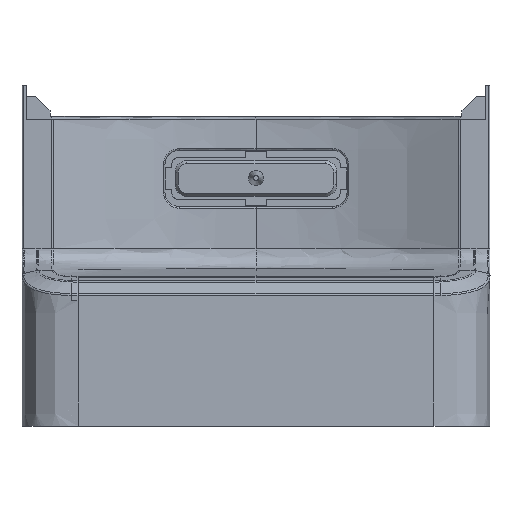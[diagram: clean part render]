
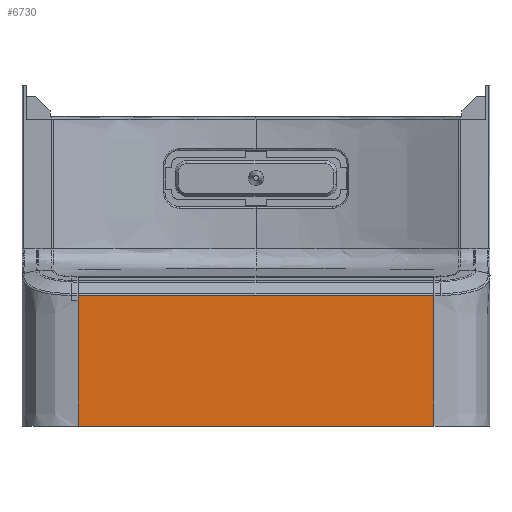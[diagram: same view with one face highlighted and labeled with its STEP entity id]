
A CAD part, top view. The second image highlights one B-rep face of the part: STEP entity #6730.
In plain terms, the highlighted planar face has unit normal (0, 0, 1).
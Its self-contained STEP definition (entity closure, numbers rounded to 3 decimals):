
#6000=FACE_OUTER_BOUND('',#8064,.T.);
#6730=ADVANCED_FACE('',(#6000),#7463,.T.);
#7463=PLANE('',#19434);
#8064=EDGE_LOOP('',(#9278,#9279,#9280,#9281,#9282,#9283));
#9278=ORIENTED_EDGE('',*,*,#14718,.T.);
#9279=ORIENTED_EDGE('',*,*,#14719,.T.);
#9280=ORIENTED_EDGE('',*,*,#14709,.T.);
#9281=ORIENTED_EDGE('',*,*,#14708,.T.);
#9282=ORIENTED_EDGE('',*,*,#14720,.T.);
#9283=ORIENTED_EDGE('',*,*,#14721,.F.);
#13285=VERTEX_POINT('',#23516);
#13286=VERTEX_POINT('',#23518);
#13287=VERTEX_POINT('',#23520);
#13295=VERTEX_POINT('',#23578);
#13296=VERTEX_POINT('',#23579);
#13297=VERTEX_POINT('',#23582);
#14708=EDGE_CURVE('',#13286,#13285,#16748,.T.);
#14709=EDGE_CURVE('',#13287,#13286,#16749,.T.);
#14718=EDGE_CURVE('',#13295,#13296,#16751,.T.);
#14719=EDGE_CURVE('',#13296,#13287,#16752,.T.);
#14720=EDGE_CURVE('',#13285,#13297,#16753,.T.);
#14721=EDGE_CURVE('',#13295,#13297,#16754,.T.);
#16748=LINE('',#23517,#18074);
#16749=LINE('',#23519,#18075);
#16751=LINE('',#23577,#18078);
#16752=LINE('',#23580,#18079);
#16753=LINE('',#23581,#18080);
#16754=LINE('',#23583,#18081);
#18074=VECTOR('',#20431,1.);
#18075=VECTOR('',#20432,1.);
#18078=VECTOR('',#20435,1.);
#18079=VECTOR('',#20436,1.);
#18080=VECTOR('',#20437,1.);
#18081=VECTOR('',#20438,1.);
#19434=AXIS2_PLACEMENT_3D('',#23584,#20439,#20440);
#20431=DIRECTION('',(0.,1.,0.));
#20432=DIRECTION('',(0.,1.,0.));
#20435=DIRECTION('',(0.,-1.,0.));
#20436=DIRECTION('',(1.,0.,0.));
#20437=DIRECTION('',(-1.,0.,0.));
#20438=DIRECTION('',(0.,1.,0.));
#20439=DIRECTION('',(0.,0.,1.));
#20440=DIRECTION('',(1.,0.,0.));
#23516=CARTESIAN_POINT('',(127.001,-29.349,113.604));
#23517=CARTESIAN_POINT('',(127.001,-29.349,113.604));
#23518=CARTESIAN_POINT('',(127.001,-32.96,113.604));
#23519=CARTESIAN_POINT('',(127.001,-122.478,113.604));
#23520=CARTESIAN_POINT('',(127.001,-122.478,113.604));
#23577=CARTESIAN_POINT('',(-127.001,-29.349,113.604));
#23578=CARTESIAN_POINT('',(-127.001,-32.96,113.604));
#23579=CARTESIAN_POINT('',(-127.001,-122.478,113.605));
#23580=CARTESIAN_POINT('',(127.001,-122.478,113.604));
#23581=CARTESIAN_POINT('',(127.001,-29.349,113.604));
#23582=CARTESIAN_POINT('',(-127.001,-29.349,113.604));
#23583=CARTESIAN_POINT('',(-127.001,-122.478,113.604));
#23584=CARTESIAN_POINT('',(127.001,-122.378,113.604));
